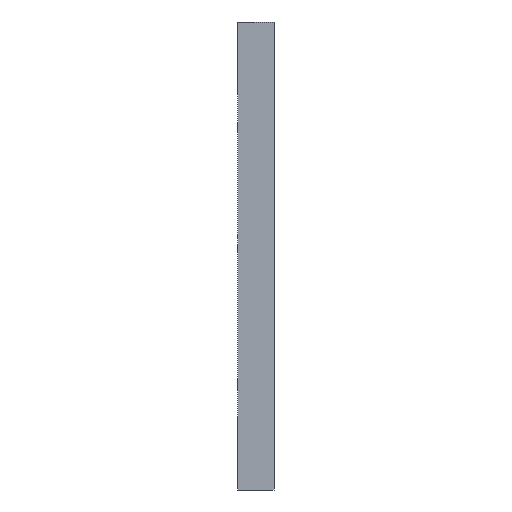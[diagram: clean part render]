
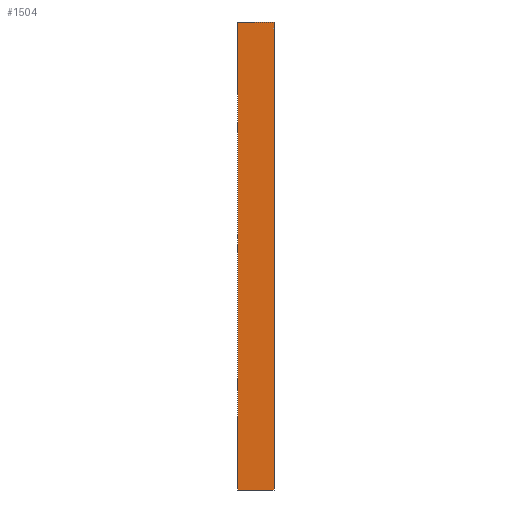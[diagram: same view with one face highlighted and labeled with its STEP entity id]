
A CAD part, left-side view. The second image highlights one B-rep face of the part: STEP entity #1504.
In plain terms, the highlighted planar face has unit normal (-1, 0, 0).
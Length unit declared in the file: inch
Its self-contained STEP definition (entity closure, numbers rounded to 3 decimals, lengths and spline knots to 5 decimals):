
#13=DIRECTION('',(0.,0.,1.));
#14=VECTOR('',#13,13.);
#15=CARTESIAN_POINT('',(-11.8125,0.,-6.5));
#16=LINE('',#15,#14);
#329=DIRECTION('',(0.,0.,1.));
#330=VECTOR('',#329,13.);
#331=CARTESIAN_POINT('',(-11.8125,1.,-6.5));
#332=LINE('',#331,#330);
#597=DIRECTION('',(0.,1.,0.));
#598=VECTOR('',#597,1.);
#599=CARTESIAN_POINT('',(-11.8125,0.,6.5));
#600=LINE('',#599,#598);
#601=DIRECTION('',(0.,1.,0.));
#602=VECTOR('',#601,1.);
#603=CARTESIAN_POINT('',(-11.8125,0.,-6.5));
#604=LINE('',#603,#602);
#817=CARTESIAN_POINT('',(-11.8125,0.,-6.5));
#818=CARTESIAN_POINT('',(-11.8125,0.,6.5));
#819=VERTEX_POINT('',#817);
#820=VERTEX_POINT('',#818);
#825=CARTESIAN_POINT('',(-11.8125,1.,-6.5));
#826=CARTESIAN_POINT('',(-11.8125,1.,6.5));
#827=VERTEX_POINT('',#825);
#828=VERTEX_POINT('',#826);
#1492=CARTESIAN_POINT('',(-11.8125,0.,-6.5));
#1493=DIRECTION('',(-1.,0.,0.));
#1494=DIRECTION('',(0.,0.,1.));
#1495=AXIS2_PLACEMENT_3D('',#1492,#1493,#1494);
#1496=PLANE('',#1495);
#1497=ORIENTED_EDGE('',*,*,#1068,.F.);
#1499=ORIENTED_EDGE('',*,*,#1498,.T.);
#1500=ORIENTED_EDGE('',*,*,#1317,.T.);
#1501=ORIENTED_EDGE('',*,*,#1485,.F.);
#1502=EDGE_LOOP('',(#1497,#1499,#1500,#1501));
#1503=FACE_OUTER_BOUND('',#1502,.F.);
#1504=ADVANCED_FACE('',(#1503),#1496,.T.);
#1068=EDGE_CURVE('',#819,#820,#16,.T.);
#1317=EDGE_CURVE('',#827,#828,#332,.T.);
#1485=EDGE_CURVE('',#820,#828,#600,.T.);
#1498=EDGE_CURVE('',#819,#827,#604,.T.);
